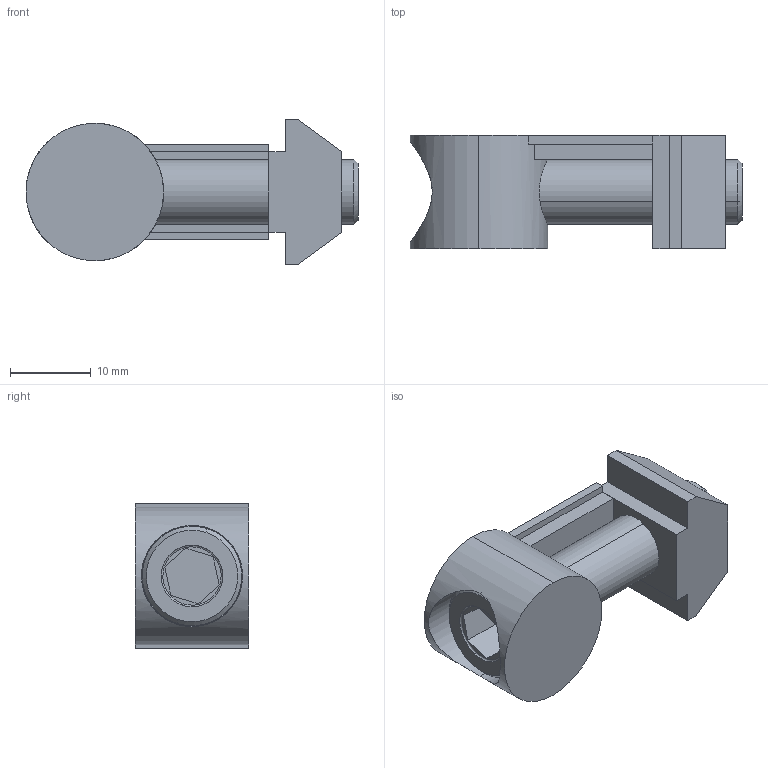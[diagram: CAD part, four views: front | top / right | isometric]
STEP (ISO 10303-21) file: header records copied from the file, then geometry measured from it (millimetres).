
FILE_DESCRIPTION (( 'STEP AP203' ), '1' );
FILE_NAME ('B82 Òîðöåâîé ñîåäèíèòåëü 40-45, ïàç 10.step', '2025-11-07T12:44:25', ( '' ), ( '' ), 'SwSTEP 2.0', 'SolidWorks 2025', '' );
FILE_SCHEMA (( 'CONFIG_CONTROL_DESIGN' ));
Length unit declared in the file: millimetre
Products named in the file (4): SNSD.30.50.44 Вставка(B82), паз10_00; SNSD.30.50.45 Болт(В82)_00; SNSD.30.50.46 Сухарь(B82)_01; B82 Торцевой соединитель 40-45, паз 10
Assembly tree (3 placements, depth 2):
  B82 Торцевой соединитель 40-45, паз 10
    SNSD.30.50.45 Болт(В82)_00
    SNSD.30.50.44 Вставка(B82), паз10_00
    SNSD.30.50.46 Сухарь(B82)_01
Bounding box: 41 x 14 x 18 mm (x, y, z)
Volume: 5706.4 mm3; surface area: 4433.5 mm2
Topology: 3 solids, 3 shells, 59 faces, 138 edges, 88 vertices
Faces by surface type: plane 34, cylinder 13, cone 8, torus 4
Entity records: 2251 total; most frequent: CARTESIAN_POINT 452, DIRECTION 306, ORIENTED_EDGE 276, EDGE_CURVE 138, AXIS2_PLACEMENT_3D 109, VECTOR 88, VERTEX_POINT 88, LINE 88
